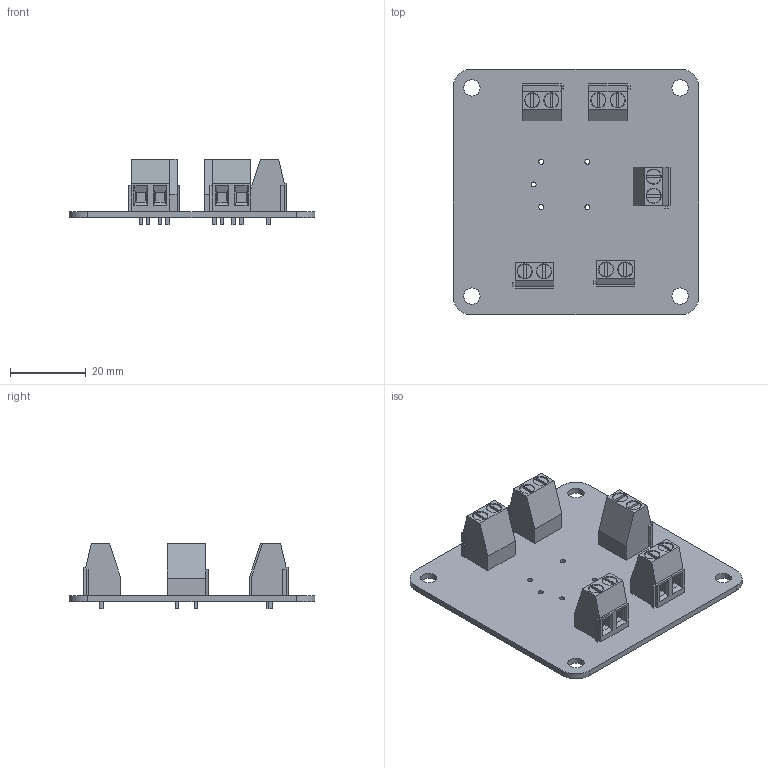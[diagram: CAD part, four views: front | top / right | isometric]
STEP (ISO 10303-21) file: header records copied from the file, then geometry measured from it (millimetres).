
FILE_DESCRIPTION(('KiCad electronic assembly'),'2;1');
FILE_NAME('dissscharhgeeee.step','2024-10-23T20:30:50',('Pcbnew'),( 'Kicad'),'Open CASCADE STEP processor 7.8','KiCad to STEP converter' ,'Unknown');
FILE_SCHEMA(('AUTOMOTIVE_DESIGN { 1 0 10303 214 1 1 1 1 }'));
Length unit declared in the file: millimetre
Products named in the file (4): dissscharhgeeee 1; TerminalBlock_Phoenix_MKDS-1,5-2-5.08_1x02_P5.08mm_Horizontal; TerminalBlock_Phoenix_MKDS_15_2_508_1x02_P508mm_Horizontal; dissscharhgeeee_PCB
Assembly tree (7 placements, depth 3):
  dissscharhgeeee 1
    TerminalBlock_Phoenix_MKDS-1,5-2-5.08_1x02_P5.08mm_Horizontal  x5
      TerminalBlock_Phoenix_MKDS_15_2_508_1x02_P508mm_Horizontal
    dissscharhgeeee_PCB
Bounding box: 65 x 65 x 17.3 mm (x, y, z)
Volume: 11692.7 mm3; surface area: 15614.8 mm2
Topology: 6 solids, 6 shells, 474 faces, 1206 edges, 764 vertices
Faces by surface type: plane 391, cylinder 43, bspline 40
Full cylindrical faces by diameter (mm): 1.3 x15, 3.8 x10, 4 x10, 4.3 x4
Entity records: 4389 total; most frequent: CARTESIAN_POINT 660, DIRECTION 620, ORIENTED_EDGE 612, EDGE_CURVE 306, LINE 212, VECTOR 212, AXIS2_PLACEMENT_3D 204, VERTEX_POINT 196
